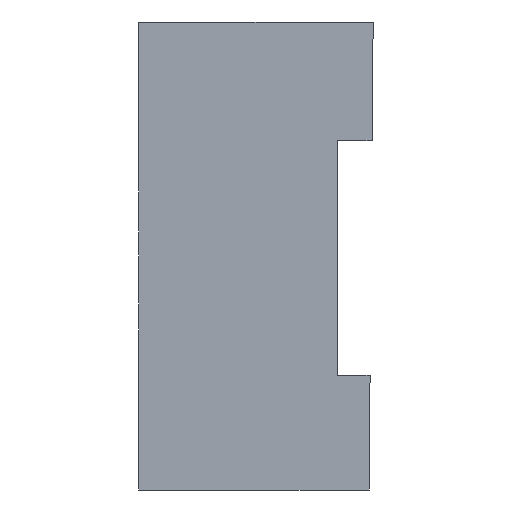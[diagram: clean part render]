
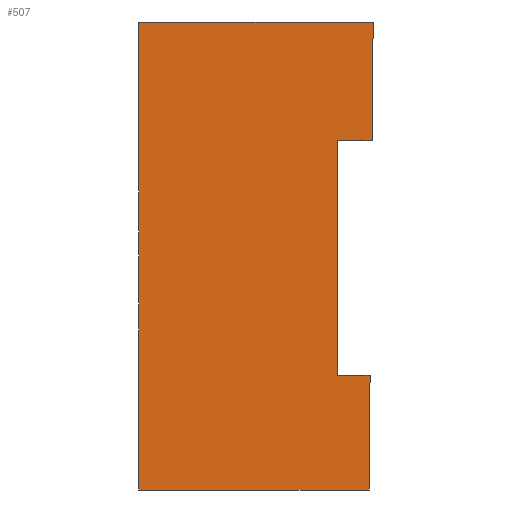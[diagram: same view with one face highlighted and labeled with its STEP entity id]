
A CAD part, left-side view. The second image highlights one B-rep face of the part: STEP entity #507.
In plain terms, the highlighted planar face has unit normal (-1, 0, 0).
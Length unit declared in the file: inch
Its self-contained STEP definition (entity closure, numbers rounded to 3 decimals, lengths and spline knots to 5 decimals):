
#12 = EDGE_CURVE ( 'NONE', #453, #459, #347, .T. ) ;
#16 = EDGE_CURVE ( 'NONE', #444, #489, #341, .T. ) ;
#21 = AXIS2_PLACEMENT_3D ( 'NONE', #83, #80, #82 ) ;
#23 = EDGE_CURVE ( 'NONE', #458, #460, #334, .T. ) ;
#56 = EDGE_CURVE ( 'NONE', #450, #459, #307, .T. ) ;
#59 = EDGE_CURVE ( 'NONE', #461, #444, #304, .T. ) ;
#63 = EDGE_CURVE ( 'NONE', #450, #461, #300, .T. ) ;
#64 = EDGE_CURVE ( 'NONE', #460, #453, #298, .T. ) ;
#69 = EDGE_CURVE ( 'NONE', #489, #458, #290, .T. ) ;
#79 = PLANE ( 'NONE',  #21 ) ;
#80 = DIRECTION ( 'NONE',  ( -1., 0., 0. ) ) ;
#81 = CARTESIAN_POINT ( 'NONE',  ( -0.785, 0.00175, -0.2 ) ) ;
#82 = DIRECTION ( 'NONE',  ( 0., 0., 1. ) ) ;
#83 = CARTESIAN_POINT ( 'NONE',  ( -0.785, 0., -0.787 ) ) ;
#99 = CARTESIAN_POINT ( 'NONE',  ( -0.785, 0., -0.2 ) ) ;
#105 = CARTESIAN_POINT ( 'NONE',  ( -0.785, 0.394, -0.787 ) ) ;
#121 = CARTESIAN_POINT ( 'NONE',  ( -0.785, 0.00687, -0.787 ) ) ;
#157 = CARTESIAN_POINT ( 'NONE',  ( -0.785, 0., 0. ) ) ;
#167 = DIRECTION ( 'NONE',  ( 0., 1., 0. ) ) ;
#171 = CARTESIAN_POINT ( 'NONE',  ( -0.785, 0., 0. ) ) ;
#172 = DIRECTION ( 'NONE',  ( 0., -1., 0. ) ) ;
#173 = DIRECTION ( 'NONE',  ( 0., -1., 0. ) ) ;
#175 = DIRECTION ( 'NONE',  ( 0., -1., 0. ) ) ;
#180 = CARTESIAN_POINT ( 'NONE',  ( -0.785, 0.394, -0.787 ) ) ;
#192 = CARTESIAN_POINT ( 'NONE',  ( -0.785, 0.06, -0.594 ) ) ;
#198 = CARTESIAN_POINT ( 'NONE',  ( -0.785, 0., -0.787 ) ) ;
#200 = CARTESIAN_POINT ( 'NONE',  ( -0.785, 0., -0.594 ) ) ;
#206 = CARTESIAN_POINT ( 'NONE',  ( -0.785, 0.394, 0. ) ) ;
#207 = DIRECTION ( 'NONE',  ( 0., 0., 1. ) ) ;
#208 = CARTESIAN_POINT ( 'NONE',  ( -0.785, 0.06, -0.2 ) ) ;
#209 = CARTESIAN_POINT ( 'NONE',  ( -0.785, 0.00518, -0.594 ) ) ;
#220 = EDGE_LOOP ( 'NONE', ( #392, #418, #406, #411, #428, #398, #410, #405 ) ) ;
#284 = FACE_OUTER_BOUND ( 'NONE', #220, .T. ) ;
#289 = VECTOR ( 'NONE', #167, 39.37008 ) ;
#290 = LINE ( 'NONE', #99, #289 ) ;
#297 = VECTOR ( 'NONE', #175, 39.37008 ) ;
#298 = LINE ( 'NONE', #200, #297 ) ;
#299 = VECTOR ( 'NONE', #207, 39.37008 ) ;
#300 = LINE ( 'NONE', #180, #299 ) ;
#303 = VECTOR ( 'NONE', #172, 39.37008 ) ;
#304 = LINE ( 'NONE', #171, #303 ) ;
#305 = VECTOR ( 'NONE', #173, 39.37008 ) ;
#307 = LINE ( 'NONE', #198, #305 ) ;
#333 = VECTOR ( 'NONE', #435, 39.37008 ) ;
#334 = LINE ( 'NONE', #490, #333 ) ;
#340 = VECTOR ( 'NONE', #494, 39.37008 ) ;
#341 = LINE ( 'NONE', #434, #340 ) ;
#346 = VECTOR ( 'NONE', #470, 39.37008 ) ;
#347 = LINE ( 'NONE', #469, #346 ) ;
#392 = ORIENTED_EDGE ( 'NONE', *, *, #16, .F. ) ;
#398 = ORIENTED_EDGE ( 'NONE', *, *, #64, .F. ) ;
#405 = ORIENTED_EDGE ( 'NONE', *, *, #69, .F. ) ;
#406 = ORIENTED_EDGE ( 'NONE', *, *, #63, .F. ) ;
#410 = ORIENTED_EDGE ( 'NONE', *, *, #23, .F. ) ;
#411 = ORIENTED_EDGE ( 'NONE', *, *, #56, .T. ) ;
#418 = ORIENTED_EDGE ( 'NONE', *, *, #59, .F. ) ;
#428 = ORIENTED_EDGE ( 'NONE', *, *, #12, .F. ) ;
#434 = CARTESIAN_POINT ( 'NONE',  ( -0.785, 0., 0. ) ) ;
#435 = DIRECTION ( 'NONE',  ( 0., 0., -1. ) ) ;
#444 = VERTEX_POINT ( 'NONE', #157 ) ;
#450 = VERTEX_POINT ( 'NONE', #105 ) ;
#453 = VERTEX_POINT ( 'NONE', #209 ) ;
#458 = VERTEX_POINT ( 'NONE', #208 ) ;
#459 = VERTEX_POINT ( 'NONE', #121 ) ;
#460 = VERTEX_POINT ( 'NONE', #192 ) ;
#461 = VERTEX_POINT ( 'NONE', #206 ) ;
#469 = CARTESIAN_POINT ( 'NONE',  ( -0.785, 0., 0. ) ) ;
#470 = DIRECTION ( 'NONE',  ( 0., 0.009, -1. ) ) ;
#489 = VERTEX_POINT ( 'NONE', #81 ) ;
#490 = CARTESIAN_POINT ( 'NONE',  ( -0.785, 0.06, -0.787 ) ) ;
#494 = DIRECTION ( 'NONE',  ( 0., 0.009, -1. ) ) ;
#507 = ADVANCED_FACE ( 'NONE', ( #284 ), #79, .T. ) ;
